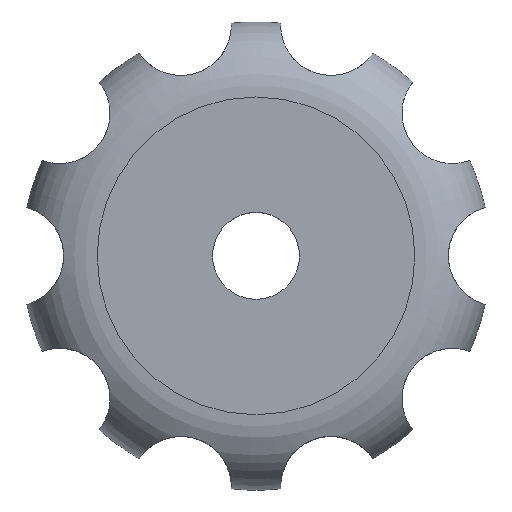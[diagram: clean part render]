
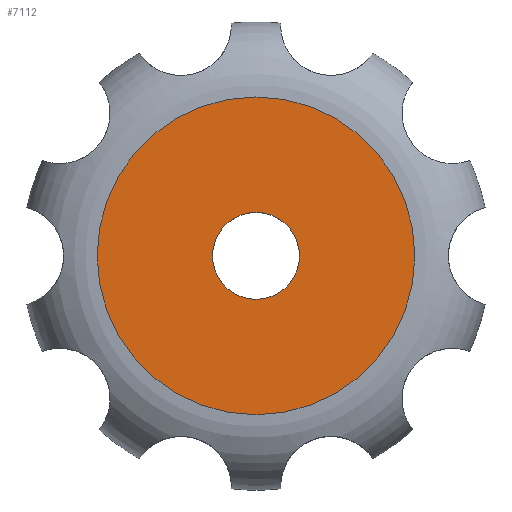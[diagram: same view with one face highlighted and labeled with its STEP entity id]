
A CAD part, top view. The second image highlights one B-rep face of the part: STEP entity #7112.
In plain terms, the highlighted planar face has unit normal (0, 0, 1).
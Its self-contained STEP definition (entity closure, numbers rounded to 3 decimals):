
#100 = TOROIDAL_SURFACE('',#101,9.5,4.5);
#101 = AXIS2_PLACEMENT_3D('',#102,#103,#104);
#102 = CARTESIAN_POINT('',(0.,0.,2.5));
#103 = DIRECTION('',(0.,0.,1.));
#104 = DIRECTION('',(1.,0.,0.));
#1013 = VERTEX_POINT('',#1014);
#1014 = CARTESIAN_POINT('',(9.5,0.,7.));
#1034 = EDGE_CURVE('',#1013,#1013,#1035,.T.);
#1035 = SURFACE_CURVE('',#1036,(#1041,#1048),.PCURVE_S1.);
#1036 = CIRCLE('',#1037,9.5);
#1037 = AXIS2_PLACEMENT_3D('',#1038,#1039,#1040);
#1038 = CARTESIAN_POINT('',(0.,0.,7.));
#1039 = DIRECTION('',(0.,0.,1.));
#1040 = DIRECTION('',(1.,0.,0.));
#1041 = PCURVE('',#100,#1042);
#1042 = DEFINITIONAL_REPRESENTATION('',(#1043),#1047);
#1043 = LINE('',#1044,#1045);
#1044 = CARTESIAN_POINT('',(0.,1.571));
#1045 = VECTOR('',#1046,1.);
#1046 = DIRECTION('',(1.,0.));
#1047 = ( GEOMETRIC_REPRESENTATION_CONTEXT(2) 
PARAMETRIC_REPRESENTATION_CONTEXT() REPRESENTATION_CONTEXT('2D SPACE',''
  ) );
#1048 = PCURVE('',#1049,#1054);
#1049 = PLANE('',#1050);
#1050 = AXIS2_PLACEMENT_3D('',#1051,#1052,#1053);
#1051 = CARTESIAN_POINT('',(0.,0.,7.));
#1052 = DIRECTION('',(0.,0.,1.));
#1053 = DIRECTION('',(1.,0.,0.));
#1054 = DEFINITIONAL_REPRESENTATION('',(#1055),#1059);
#1055 = CIRCLE('',#1056,9.5);
#1056 = AXIS2_PLACEMENT_2D('',#1057,#1058);
#1057 = CARTESIAN_POINT('',(0.,0.));
#1058 = DIRECTION('',(1.,0.));
#1059 = ( GEOMETRIC_REPRESENTATION_CONTEXT(2) 
PARAMETRIC_REPRESENTATION_CONTEXT() REPRESENTATION_CONTEXT('2D SPACE',''
  ) );
#7112 = ADVANCED_FACE('',(#7113,#7116),#1049,.T.);
#7113 = FACE_BOUND('',#7114,.T.);
#7114 = EDGE_LOOP('',(#7115));
#7115 = ORIENTED_EDGE('',*,*,#1034,.T.);
#7116 = FACE_BOUND('',#7117,.T.);
#7117 = EDGE_LOOP('',(#7118));
#7118 = ORIENTED_EDGE('',*,*,#7119,.F.);
#7119 = EDGE_CURVE('',#7120,#7120,#7122,.T.);
#7120 = VERTEX_POINT('',#7121);
#7121 = CARTESIAN_POINT('',(2.6,0.,7.));
#7122 = SURFACE_CURVE('',#7123,(#7128,#7135),.PCURVE_S1.);
#7123 = CIRCLE('',#7124,2.6);
#7124 = AXIS2_PLACEMENT_3D('',#7125,#7126,#7127);
#7125 = CARTESIAN_POINT('',(0.,0.,7.));
#7126 = DIRECTION('',(0.,0.,1.));
#7127 = DIRECTION('',(1.,0.,-0.));
#7128 = PCURVE('',#1049,#7129);
#7129 = DEFINITIONAL_REPRESENTATION('',(#7130),#7134);
#7130 = CIRCLE('',#7131,2.6);
#7131 = AXIS2_PLACEMENT_2D('',#7132,#7133);
#7132 = CARTESIAN_POINT('',(0.,0.));
#7133 = DIRECTION('',(1.,0.));
#7134 = ( GEOMETRIC_REPRESENTATION_CONTEXT(2) 
PARAMETRIC_REPRESENTATION_CONTEXT() REPRESENTATION_CONTEXT('2D SPACE',''
  ) );
#7135 = PCURVE('',#7136,#7141);
#7136 = CYLINDRICAL_SURFACE('',#7137,2.6);
#7137 = AXIS2_PLACEMENT_3D('',#7138,#7139,#7140);
#7138 = CARTESIAN_POINT('',(0.,0.,0.));
#7139 = DIRECTION('',(0.,0.,1.));
#7140 = DIRECTION('',(1.,0.,0.));
#7141 = DEFINITIONAL_REPRESENTATION('',(#7142),#7146);
#7142 = LINE('',#7143,#7144);
#7143 = CARTESIAN_POINT('',(0.,7.));
#7144 = VECTOR('',#7145,1.);
#7145 = DIRECTION('',(1.,0.));
#7146 = ( GEOMETRIC_REPRESENTATION_CONTEXT(2) 
PARAMETRIC_REPRESENTATION_CONTEXT() REPRESENTATION_CONTEXT('2D SPACE',''
  ) );
